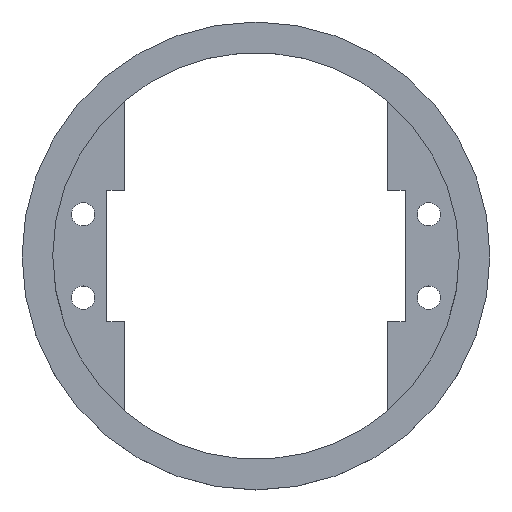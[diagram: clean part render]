
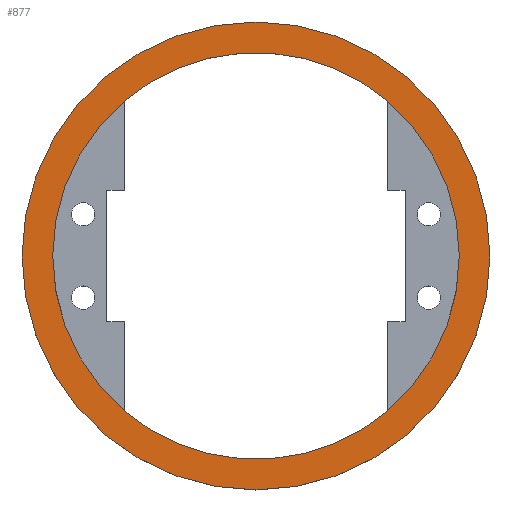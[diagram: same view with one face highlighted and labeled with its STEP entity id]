
A CAD part, top view. The second image highlights one B-rep face of the part: STEP entity #877.
In plain terms, the highlighted planar face has unit normal (0, 0, 1).
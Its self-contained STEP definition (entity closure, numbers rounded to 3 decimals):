
#16 = EDGE_CURVE ( 'NONE', #715, #694, #145, .T. ) ;
#30 = DIRECTION ( 'NONE',  ( 1., 0., 0. ) ) ;
#55 = VERTEX_POINT ( 'NONE', #1057 ) ;
#64 = DIRECTION ( 'NONE',  ( 1., 0., 0. ) ) ;
#73 = ORIENTED_EDGE ( 'NONE', *, *, #1062, .F. ) ;
#77 = FACE_BOUND ( 'NONE', #1088, .T. ) ;
#78 = CARTESIAN_POINT ( 'NONE',  ( 0., 0., 5. ) ) ;
#119 = CARTESIAN_POINT ( 'NONE',  ( 0., 0., 5. ) ) ;
#145 = CIRCLE ( 'NONE', #1048, 69.5 ) ;
#155 = DIRECTION ( 'NONE',  ( 0., 0., 1. ) ) ;
#164 = EDGE_CURVE ( 'NONE', #369, #961, #325, .T. ) ;
#165 = CARTESIAN_POINT ( 'NONE',  ( 0., 0., 5. ) ) ;
#166 = VERTEX_POINT ( 'NONE', #1072 ) ;
#167 = PLANE ( 'NONE',  #453 ) ;
#169 = CARTESIAN_POINT ( 'NONE',  ( 0., 0., 5. ) ) ;
#200 = DIRECTION ( 'NONE',  ( 1., 0., 0. ) ) ;
#248 = CARTESIAN_POINT ( 'NONE',  ( 45., 52.965, 5. ) ) ;
#253 = ORIENTED_EDGE ( 'NONE', *, *, #164, .T. ) ;
#254 = DIRECTION ( 'NONE',  ( 1., 0., 0. ) ) ;
#258 = DIRECTION ( 'NONE',  ( 1., 0., 0. ) ) ;
#259 = DIRECTION ( 'NONE',  ( 1., 0., 0. ) ) ;
#290 = AXIS2_PLACEMENT_3D ( 'NONE', #119, #701, #200 ) ;
#322 = CARTESIAN_POINT ( 'NONE',  ( -69.5, 0., 5. ) ) ;
#325 = CIRCLE ( 'NONE', #771, 69.5 ) ;
#353 = DIRECTION ( 'NONE',  ( 0., 0., 1. ) ) ;
#369 = VERTEX_POINT ( 'NONE', #248 ) ;
#389 = EDGE_CURVE ( 'NONE', #369, #55, #846, .T. ) ;
#453 = AXIS2_PLACEMENT_3D ( 'NONE', #78, #755, #258 ) ;
#479 = CARTESIAN_POINT ( 'NONE',  ( -45., -52.965, 5. ) ) ;
#526 = AXIS2_PLACEMENT_3D ( 'NONE', #653, #155, #736 ) ;
#555 = DIRECTION ( 'NONE',  ( 0., 0., 1. ) ) ;
#563 = CIRCLE ( 'NONE', #591, 80. ) ;
#579 = DIRECTION ( 'NONE',  ( 0., 0., -1. ) ) ;
#591 = AXIS2_PLACEMENT_3D ( 'NONE', #165, #751, #254 ) ;
#616 = EDGE_CURVE ( 'NONE', #55, #715, #806, .T. ) ;
#653 = CARTESIAN_POINT ( 'NONE',  ( 0., 0., 5. ) ) ;
#660 = ORIENTED_EDGE ( 'NONE', *, *, #389, .F. ) ;
#683 = CARTESIAN_POINT ( 'NONE',  ( 80., 0., 5. ) ) ;
#694 = VERTEX_POINT ( 'NONE', #479 ) ;
#701 = DIRECTION ( 'NONE',  ( 0., 0., 1. ) ) ;
#715 = VERTEX_POINT ( 'NONE', #322 ) ;
#717 = CIRCLE ( 'NONE', #526, 80. ) ;
#720 = FACE_OUTER_BOUND ( 'NONE', #1105, .T. ) ;
#725 = AXIS2_PLACEMENT_3D ( 'NONE', #169, #756, #259 ) ;
#736 = DIRECTION ( 'NONE',  ( 1., 0., 0. ) ) ;
#751 = DIRECTION ( 'NONE',  ( 0., 0., 1. ) ) ;
#755 = DIRECTION ( 'NONE',  ( 0., 0., 1. ) ) ;
#756 = DIRECTION ( 'NONE',  ( 0., 0., 1. ) ) ;
#764 = CIRCLE ( 'NONE', #831, 69.5 ) ;
#771 = AXIS2_PLACEMENT_3D ( 'NONE', #1077, #579, #64 ) ;
#795 = EDGE_CURVE ( 'NONE', #972, #166, #717, .T. ) ;
#806 = CIRCLE ( 'NONE', #290, 69.5 ) ;
#831 = AXIS2_PLACEMENT_3D ( 'NONE', #847, #353, #942 ) ;
#846 = CIRCLE ( 'NONE', #725, 69.5 ) ;
#847 = CARTESIAN_POINT ( 'NONE',  ( 0., 0., 5. ) ) ;
#863 = EDGE_CURVE ( 'NONE', #166, #972, #563, .T. ) ;
#877 = ADVANCED_FACE ( 'NONE', ( #720, #77 ), #167, .T. ) ;
#903 = ORIENTED_EDGE ( 'NONE', *, *, #863, .T. ) ;
#904 = ORIENTED_EDGE ( 'NONE', *, *, #16, .F. ) ;
#942 = DIRECTION ( 'NONE',  ( 1., 0., 0. ) ) ;
#960 = ORIENTED_EDGE ( 'NONE', *, *, #795, .T. ) ;
#961 = VERTEX_POINT ( 'NONE', #1020 ) ;
#972 = VERTEX_POINT ( 'NONE', #683 ) ;
#1013 = ORIENTED_EDGE ( 'NONE', *, *, #616, .F. ) ;
#1020 = CARTESIAN_POINT ( 'NONE',  ( 45., -52.965, 5. ) ) ;
#1048 = AXIS2_PLACEMENT_3D ( 'NONE', #1054, #555, #30 ) ;
#1054 = CARTESIAN_POINT ( 'NONE',  ( 0., 0., 5. ) ) ;
#1057 = CARTESIAN_POINT ( 'NONE',  ( -45., 52.965, 5. ) ) ;
#1062 = EDGE_CURVE ( 'NONE', #694, #961, #764, .T. ) ;
#1072 = CARTESIAN_POINT ( 'NONE',  ( -80., 0., 5. ) ) ;
#1077 = CARTESIAN_POINT ( 'NONE',  ( 0., 0., 5. ) ) ;
#1088 = EDGE_LOOP ( 'NONE', ( #1013, #660, #253, #73, #904 ) ) ;
#1105 = EDGE_LOOP ( 'NONE', ( #903, #960 ) ) ;
